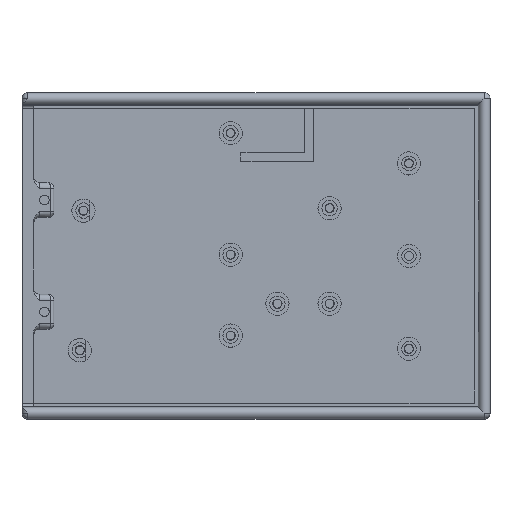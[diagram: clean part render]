
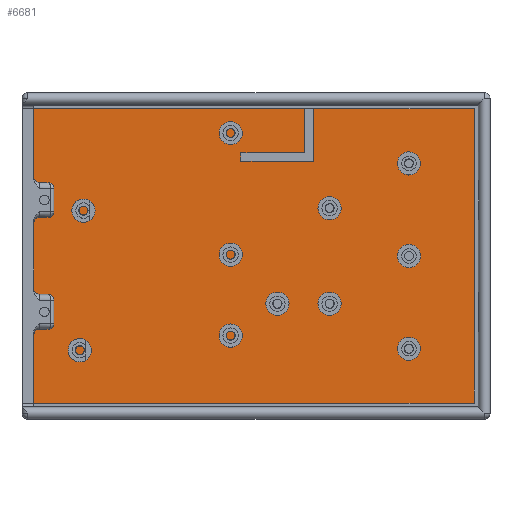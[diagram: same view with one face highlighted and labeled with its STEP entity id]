
A CAD part, top view. The second image highlights one B-rep face of the part: STEP entity #6681.
In plain terms, the highlighted planar face has unit normal (0, 0, 1).
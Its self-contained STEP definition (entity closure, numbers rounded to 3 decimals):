
#256=FACE_BOUND('',#1222,.T.);
#257=FACE_BOUND('',#1223,.T.);
#258=FACE_BOUND('',#1224,.T.);
#259=FACE_BOUND('',#1225,.T.);
#260=FACE_BOUND('',#1226,.T.);
#261=FACE_BOUND('',#1227,.T.);
#464=PLANE('',#7162);
#787=FACE_OUTER_BOUND('',#1221,.T.);
#1221=EDGE_LOOP('',(#5443,#5444,#5445,#5446,#5447,#5448,#5449,#5450,#5451,
#5452,#5453,#5454,#5455,#5456));
#1222=EDGE_LOOP('',(#5457));
#1223=EDGE_LOOP('',(#5458));
#1224=EDGE_LOOP('',(#5459));
#1225=EDGE_LOOP('',(#5460));
#1226=EDGE_LOOP('',(#5461));
#1227=EDGE_LOOP('',(#5462));
#1826=LINE('',#11269,#2438);
#1827=LINE('',#11271,#2439);
#1828=LINE('',#11273,#2440);
#1829=LINE('',#11275,#2441);
#1830=LINE('',#11277,#2442);
#1831=LINE('',#11279,#2443);
#1832=LINE('',#11283,#2444);
#1833=LINE('',#11287,#2445);
#1834=LINE('',#11291,#2446);
#1835=LINE('',#11294,#2447);
#2438=VECTOR('',#8507,10.);
#2439=VECTOR('',#8508,10.);
#2440=VECTOR('',#8509,10.);
#2441=VECTOR('',#8510,10.);
#2442=VECTOR('',#8511,10.);
#2443=VECTOR('',#8512,10.);
#2444=VECTOR('',#8515,10.);
#2445=VECTOR('',#8518,10.);
#2446=VECTOR('',#8521,10.);
#2447=VECTOR('',#8524,10.);
#2709=CIRCLE('',#7076,4.);
#2717=CIRCLE('',#7092,4.);
#2725=CIRCLE('',#7108,4.);
#2729=CIRCLE('',#7117,4.);
#2738=CIRCLE('',#7134,4.);
#2746=CIRCLE('',#7149,4.);
#2753=CIRCLE('',#7163,2.);
#2754=CIRCLE('',#7164,2.);
#2755=CIRCLE('',#7165,2.);
#2756=CIRCLE('',#7166,2.);
#3226=VERTEX_POINT('',#11114);
#3234=VERTEX_POINT('',#11142);
#3242=VERTEX_POINT('',#11170);
#3246=VERTEX_POINT('',#11185);
#3255=VERTEX_POINT('',#11215);
#3263=VERTEX_POINT('',#11242);
#3270=VERTEX_POINT('',#11267);
#3271=VERTEX_POINT('',#11268);
#3272=VERTEX_POINT('',#11270);
#3273=VERTEX_POINT('',#11272);
#3274=VERTEX_POINT('',#11274);
#3275=VERTEX_POINT('',#11276);
#3276=VERTEX_POINT('',#11278);
#3277=VERTEX_POINT('',#11280);
#3278=VERTEX_POINT('',#11282);
#3279=VERTEX_POINT('',#11284);
#3280=VERTEX_POINT('',#11286);
#3281=VERTEX_POINT('',#11288);
#3282=VERTEX_POINT('',#11290);
#3283=VERTEX_POINT('',#11292);
#4030=EDGE_CURVE('',#3226,#3226,#2709,.T.);
#4042=EDGE_CURVE('',#3234,#3234,#2717,.T.);
#4054=EDGE_CURVE('',#3242,#3242,#2725,.T.);
#4060=EDGE_CURVE('',#3246,#3246,#2729,.T.);
#4073=EDGE_CURVE('',#3255,#3255,#2738,.T.);
#4085=EDGE_CURVE('',#3263,#3263,#2746,.T.);
#4095=EDGE_CURVE('',#3270,#3271,#1826,.T.);
#4096=EDGE_CURVE('',#3271,#3272,#1827,.T.);
#4097=EDGE_CURVE('',#3272,#3273,#1828,.T.);
#4098=EDGE_CURVE('',#3273,#3274,#1829,.T.);
#4099=EDGE_CURVE('',#3274,#3275,#1830,.T.);
#4100=EDGE_CURVE('',#3276,#3275,#1831,.T.);
#4101=EDGE_CURVE('',#3276,#3277,#2753,.T.);
#4102=EDGE_CURVE('',#3278,#3277,#1832,.T.);
#4103=EDGE_CURVE('',#3278,#3279,#2754,.T.);
#4104=EDGE_CURVE('',#3279,#3280,#1833,.T.);
#4105=EDGE_CURVE('',#3280,#3281,#2755,.T.);
#4106=EDGE_CURVE('',#3281,#3282,#1834,.T.);
#4107=EDGE_CURVE('',#3282,#3283,#2756,.T.);
#4108=EDGE_CURVE('',#3270,#3283,#1835,.T.);
#5443=ORIENTED_EDGE('',*,*,#4095,.T.);
#5444=ORIENTED_EDGE('',*,*,#4096,.T.);
#5445=ORIENTED_EDGE('',*,*,#4097,.T.);
#5446=ORIENTED_EDGE('',*,*,#4098,.T.);
#5447=ORIENTED_EDGE('',*,*,#4099,.T.);
#5448=ORIENTED_EDGE('',*,*,#4100,.F.);
#5449=ORIENTED_EDGE('',*,*,#4101,.T.);
#5450=ORIENTED_EDGE('',*,*,#4102,.F.);
#5451=ORIENTED_EDGE('',*,*,#4103,.T.);
#5452=ORIENTED_EDGE('',*,*,#4104,.T.);
#5453=ORIENTED_EDGE('',*,*,#4105,.T.);
#5454=ORIENTED_EDGE('',*,*,#4106,.T.);
#5455=ORIENTED_EDGE('',*,*,#4107,.T.);
#5456=ORIENTED_EDGE('',*,*,#4108,.F.);
#5457=ORIENTED_EDGE('',*,*,#4073,.T.);
#5458=ORIENTED_EDGE('',*,*,#4030,.T.);
#5459=ORIENTED_EDGE('',*,*,#4042,.T.);
#5460=ORIENTED_EDGE('',*,*,#4054,.T.);
#5461=ORIENTED_EDGE('',*,*,#4060,.T.);
#5462=ORIENTED_EDGE('',*,*,#4085,.T.);
#6681=ADVANCED_FACE('',(#787,#256,#257,#258,#259,#260,#261),#464,.T.);
#7076=AXIS2_PLACEMENT_3D('',#11116,#8312,#8313);
#7092=AXIS2_PLACEMENT_3D('',#11144,#8348,#8349);
#7108=AXIS2_PLACEMENT_3D('',#11172,#8384,#8385);
#7117=AXIS2_PLACEMENT_3D('',#11187,#8404,#8405);
#7134=AXIS2_PLACEMENT_3D('',#11217,#8442,#8443);
#7149=AXIS2_PLACEMENT_3D('',#11244,#8476,#8477);
#7162=AXIS2_PLACEMENT_3D('',#11266,#8505,#8506);
#7163=AXIS2_PLACEMENT_3D('',#11281,#8513,#8514);
#7164=AXIS2_PLACEMENT_3D('',#11285,#8516,#8517);
#7165=AXIS2_PLACEMENT_3D('',#11289,#8519,#8520);
#7166=AXIS2_PLACEMENT_3D('',#11293,#8522,#8523);
#8312=DIRECTION('center_axis',(0.,0.,-1.));
#8313=DIRECTION('ref_axis',(1.,0.,0.));
#8348=DIRECTION('center_axis',(0.,0.,-1.));
#8349=DIRECTION('ref_axis',(1.,0.,0.));
#8384=DIRECTION('center_axis',(0.,0.,-1.));
#8385=DIRECTION('ref_axis',(1.,0.,0.));
#8404=DIRECTION('center_axis',(0.,0.,-1.));
#8405=DIRECTION('ref_axis',(-1.,0.,0.));
#8442=DIRECTION('center_axis',(0.,0.,-1.));
#8443=DIRECTION('ref_axis',(-1.,0.,0.));
#8476=DIRECTION('center_axis',(0.,0.,-1.));
#8477=DIRECTION('ref_axis',(-1.,0.,0.));
#8505=DIRECTION('center_axis',(0.,0.,1.));
#8506=DIRECTION('ref_axis',(1.,0.,0.));
#8507=DIRECTION('',(0.,-1.,0.));
#8508=DIRECTION('',(-1.,0.,0.));
#8509=DIRECTION('',(0.,1.,0.));
#8510=DIRECTION('',(1.,0.,0.));
#8511=DIRECTION('',(0.,1.,0.));
#8512=DIRECTION('',(1.,0.,0.));
#8513=DIRECTION('center_axis',(0.,0.,1.));
#8514=DIRECTION('ref_axis',(-0.707,0.707,0.));
#8515=DIRECTION('',(0.,1.,0.));
#8516=DIRECTION('center_axis',(0.,0.,1.));
#8517=DIRECTION('ref_axis',(-0.707,-0.707,0.));
#8518=DIRECTION('',(1.,0.,0.));
#8519=DIRECTION('center_axis',(0.,0.,1.));
#8520=DIRECTION('ref_axis',(0.707,-0.707,0.));
#8521=DIRECTION('',(0.,1.,0.));
#8522=DIRECTION('center_axis',(0.,0.,1.));
#8523=DIRECTION('ref_axis',(0.707,0.707,0.));
#8524=DIRECTION('',(1.,0.,0.));
#11114=CARTESIAN_POINT('',(29.595,-13.299,4.));
#11116=CARTESIAN_POINT('Origin',(33.595,-13.299,4.));
#11142=CARTESIAN_POINT('',(29.63,18.731,4.));
#11144=CARTESIAN_POINT('Origin',(33.63,18.731,4.));
#11170=CARTESIAN_POINT('',(29.6,50.7,4.));
#11172=CARTESIAN_POINT('Origin',(33.6,50.7,4.));
#11185=CARTESIAN_POINT('',(10.204,35.247,4.));
#11187=CARTESIAN_POINT('Origin',(6.204,35.247,4.));
#11215=CARTESIAN_POINT('',(10.204,2.247,4.));
#11217=CARTESIAN_POINT('Origin',(6.204,2.247,4.));
#11242=CARTESIAN_POINT('',(-7.796,2.247,4.));
#11244=CARTESIAN_POINT('Origin',(-11.796,2.247,4.));
#11266=CARTESIAN_POINT('Origin',(0.,0.,4.));
#11267=CARTESIAN_POINT('',(0.6,71.,4.));
#11268=CARTESIAN_POINT('',(0.6,51.4,4.));
#11269=CARTESIAN_POINT('',(0.6,25.7,4.));
#11270=CARTESIAN_POINT('',(-24.4,51.4,4.));
#11271=CARTESIAN_POINT('',(-12.2,51.4,4.));
#11272=CARTESIAN_POINT('',(-24.4,54.4,4.));
#11273=CARTESIAN_POINT('',(-24.4,27.2,4.));
#11274=CARTESIAN_POINT('',(-2.4,54.4,4.));
#11275=CARTESIAN_POINT('',(-1.2,54.4,4.));
#11276=CARTESIAN_POINT('',(-2.4,71.,4.));
#11277=CARTESIAN_POINT('',(-2.4,35.5,4.));
#11278=CARTESIAN_POINT('',(-94.,71.,4.));
#11279=CARTESIAN_POINT('',(37.6,71.,4.));
#11280=CARTESIAN_POINT('',(-96.,69.,4.));
#11281=CARTESIAN_POINT('Origin',(-94.,69.,4.));
#11282=CARTESIAN_POINT('',(-96.,-31.6,4.));
#11283=CARTESIAN_POINT('',(-96.,-71.,4.));
#11284=CARTESIAN_POINT('',(-94.,-33.6,4.));
#11285=CARTESIAN_POINT('Origin',(-94.,-31.6,4.));
#11286=CARTESIAN_POINT('',(55.6,-33.6,4.));
#11287=CARTESIAN_POINT('',(37.6,-33.6,4.));
#11288=CARTESIAN_POINT('',(57.6,-31.6,4.));
#11289=CARTESIAN_POINT('Origin',(55.6,-31.6,4.));
#11290=CARTESIAN_POINT('',(57.6,69.,4.));
#11291=CARTESIAN_POINT('',(57.6,73.,4.));
#11292=CARTESIAN_POINT('',(55.6,71.,4.));
#11293=CARTESIAN_POINT('Origin',(55.6,69.,4.));
#11294=CARTESIAN_POINT('',(37.6,71.,4.));
